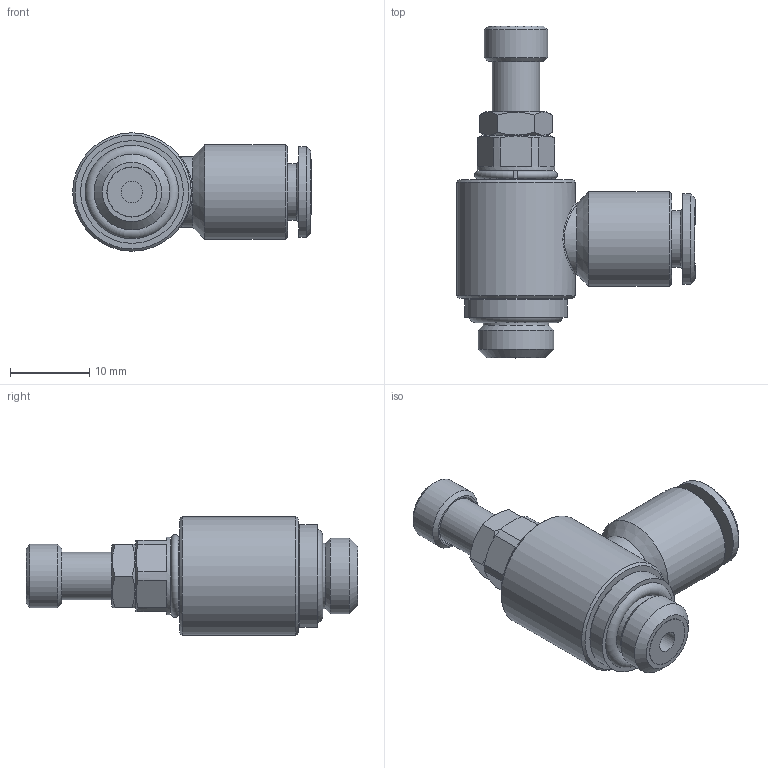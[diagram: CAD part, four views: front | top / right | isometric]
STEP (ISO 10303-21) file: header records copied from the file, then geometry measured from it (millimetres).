
FILE_DESCRIPTION( ( 'STEP AP214' ), '1' );
FILE_NAME( '04260B31.stp', '2021-04-20T07:54:44', ( 'License CC BY-ND 4.0' ), ( 'CADENAS' ), ' ', 'PARTsolutions', ' ' );
FILE_SCHEMA( ( 'AUTOMOTIVE_DESIGN { 1 0 10303 214 1 1 1 1 }' ) );
Length unit declared in the file: metre
Products named in the file (3): 04260B31; NONE
Assembly tree (2 placements, depth 2):
  04260B31
    NONE
    NONE
Bounding box: 30.2 x 42 x 15 mm (x, y, z)
Volume: 5315.3 mm3; surface area: 3099.1 mm2
Topology: 2 solids, 2 shells, 181 faces, 443 edges, 294 vertices
Faces by surface type: plane 101, bspline 45, cone 17, cylinder 16, torus 2
Full cylindrical faces by diameter (mm): 2.7 x1, 6 x1, 6.15 x1, 7.1 x1, 8 x1, 8.3 x1, 8.75 x1, 9.6 x1, 9.85 x2, 11.5 x1, 12 x1, 13 x1, 15 x1
Entity records: 9385 total; most frequent: CARTESIAN_POINT 4105, ORIENTED_EDGE 804, DIRECTION 620, EDGE_CURVE 402, VERTEX_POINT 286, EDGE_LOOP 242, LINE 220, VECTOR 220
